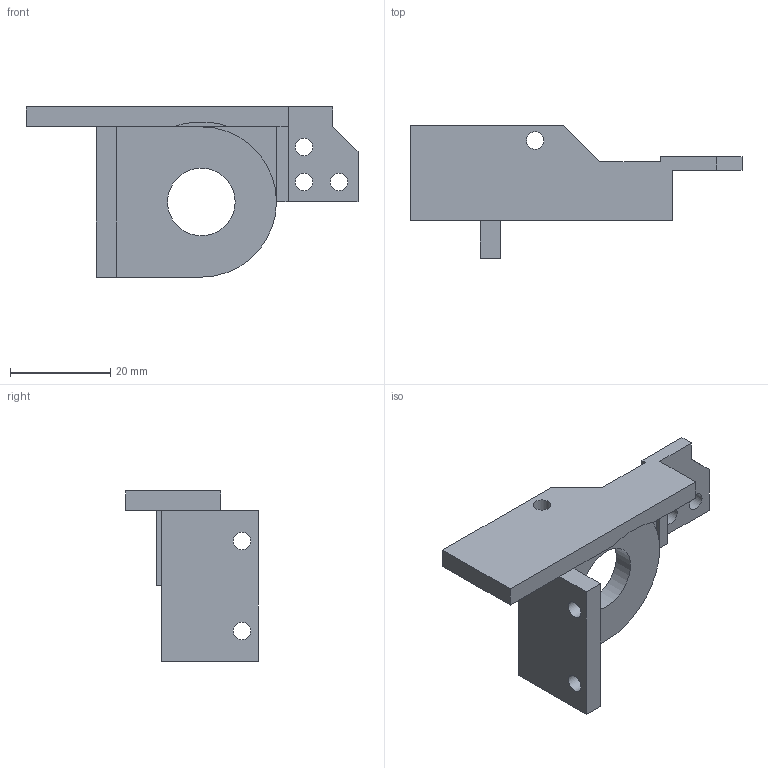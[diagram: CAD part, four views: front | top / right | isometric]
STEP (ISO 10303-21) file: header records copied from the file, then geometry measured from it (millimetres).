
FILE_DESCRIPTION(/* description */ (''),/* implementation_level */ '2;1');
FILE_NAME(/* name */ 'Diff Housing Part 2.step',/* time_stamp */ '2024-09-11T13:47:10+02:00',/* author */ (''),/* organization */ (''),/* preprocessor_version */ 'ST-DEVELOPER v20',/* originating_system */ 'Autodesk Translation Framework v13.14.0.145',/* authorisation */ '');
FILE_SCHEMA (('AUTOMOTIVE_DESIGN { 1 0 10303 214 3 1 1 }'));
Length unit declared in the file: millimetre
Products named in the file (1): Diff Housing Part 2
Bounding box: 66.28 x 26.5 x 33.98 mm (x, y, z)
Volume: 9334 mm3; surface area: 6220.2 mm2
Topology: 1 solids, 1 shells, 37 faces, 102 edges, 67 vertices
Faces by surface type: plane 28, cylinder 9
Full cylindrical faces by diameter (mm): 3.5 x6, 13.5 x1
Entity records: 1239 total; most frequent: CARTESIAN_POINT 208, ORIENTED_EDGE 206, DIRECTION 198, EDGE_CURVE 103, LINE 84, VECTOR 84, VERTEX_POINT 67, AXIS2_PLACEMENT_3D 57
